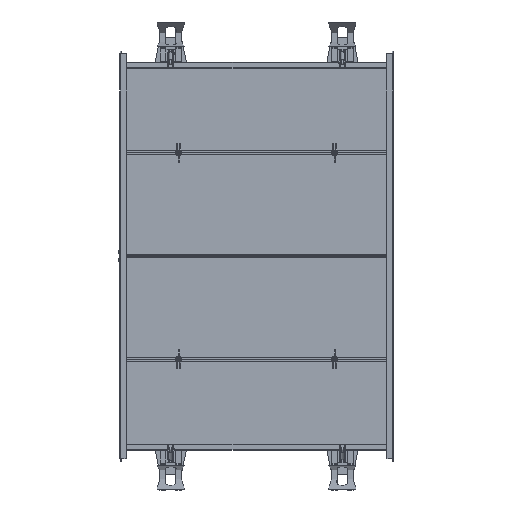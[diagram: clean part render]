
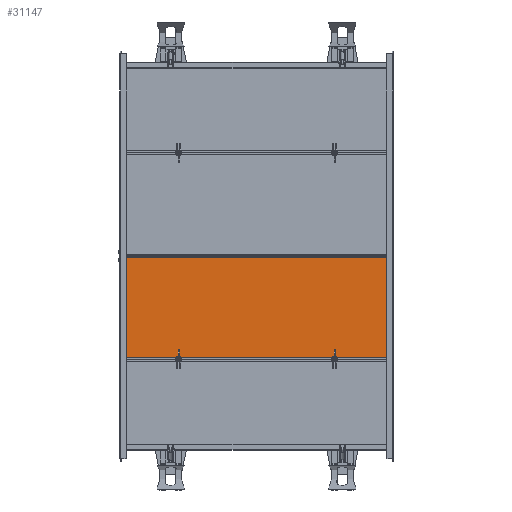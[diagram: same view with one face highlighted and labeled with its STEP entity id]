
A CAD part, front view. The second image highlights one B-rep face of the part: STEP entity #31147.
In plain terms, the highlighted free-form (B-spline) face has degree [1, 1] with [2, 2] control points.
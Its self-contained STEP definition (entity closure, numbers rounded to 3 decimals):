
#31027 = EDGE_CURVE('',#31028,#31030,#31032,.T.);
#31028 = VERTEX_POINT('',#31029);
#31029 = CARTESIAN_POINT('',(17696.529,3978.2,
    12571.422));
#31030 = VERTEX_POINT('',#31031);
#31031 = CARTESIAN_POINT('',(-903.784,3978.2,
    12571.422));
#31032 = B_SPLINE_CURVE_WITH_KNOTS('',1,(#31033,#31034),.UNSPECIFIED.,
  .F.,.F.,(2,2),(0.,14312.),.PIECEWISE_BEZIER_KNOTS.);
#31033 = CARTESIAN_POINT('',(17696.529,3978.2,
    12571.422));
#31034 = CARTESIAN_POINT('',(-903.784,3978.2,
    12571.422));
#31063 = EDGE_CURVE('',#31030,#31064,#31066,.T.);
#31064 = VERTEX_POINT('',#31065);
#31065 = CARTESIAN_POINT('',(-903.784,3977.809,
    19523.796));
#31066 = B_SPLINE_CURVE_WITH_KNOTS('',1,(#31067,#31068),.UNSPECIFIED.,
  .F.,.F.,(2,2),(0.,5349.5),.PIECEWISE_BEZIER_KNOTS.);
#31067 = CARTESIAN_POINT('',(-903.784,3978.2,
    12571.422));
#31068 = CARTESIAN_POINT('',(-903.784,3977.809,
    19523.796));
#31091 = EDGE_CURVE('',#31064,#31092,#31094,.T.);
#31092 = VERTEX_POINT('',#31093);
#31093 = CARTESIAN_POINT('',(17696.529,3977.809,
    19523.796));
#31094 = B_SPLINE_CURVE_WITH_KNOTS('',1,(#31095,#31096),.UNSPECIFIED.,
  .F.,.F.,(2,2),(-14312.,-0.),.PIECEWISE_BEZIER_KNOTS.);
#31095 = CARTESIAN_POINT('',(-903.784,3977.809,
    19523.796));
#31096 = CARTESIAN_POINT('',(17696.529,3977.809,
    19523.796));
#31119 = EDGE_CURVE('',#31092,#31028,#31120,.T.);
#31120 = B_SPLINE_CURVE_WITH_KNOTS('',1,(#31121,#31122),.UNSPECIFIED.,
  .F.,.F.,(2,2),(-5349.5,-0.),.PIECEWISE_BEZIER_KNOTS.);
#31121 = CARTESIAN_POINT('',(17696.529,3977.809,
    19523.796));
#31122 = CARTESIAN_POINT('',(17696.529,3978.2,
    12571.422));
#31147 = ADVANCED_FACE('',(#31148),#31154,.F.);
#31148 = FACE_BOUND('',#31149,.T.);
#31149 = EDGE_LOOP('',(#31150,#31151,#31152,#31153));
#31150 = ORIENTED_EDGE('',*,*,#31027,.F.);
#31151 = ORIENTED_EDGE('',*,*,#31119,.F.);
#31152 = ORIENTED_EDGE('',*,*,#31091,.F.);
#31153 = ORIENTED_EDGE('',*,*,#31063,.F.);
#31154 = B_SPLINE_SURFACE_WITH_KNOTS('',1,1,(
    (#31155,#31156)
    ,(#31157,#31158
    )),.UNSPECIFIED.,.F.,.F.,.F.,(2,2),(2,2),(-14275.623,
    36.377),(-73.744,5275.756),
  .PIECEWISE_BEZIER_KNOTS.);
#31155 = CARTESIAN_POINT('',(17696.529,3978.2,
    12571.422));
#31156 = CARTESIAN_POINT('',(17696.529,3977.809,
    19523.796));
#31157 = CARTESIAN_POINT('',(-903.784,3978.2,
    12571.422));
#31158 = CARTESIAN_POINT('',(-903.784,3977.809,
    19523.796));
